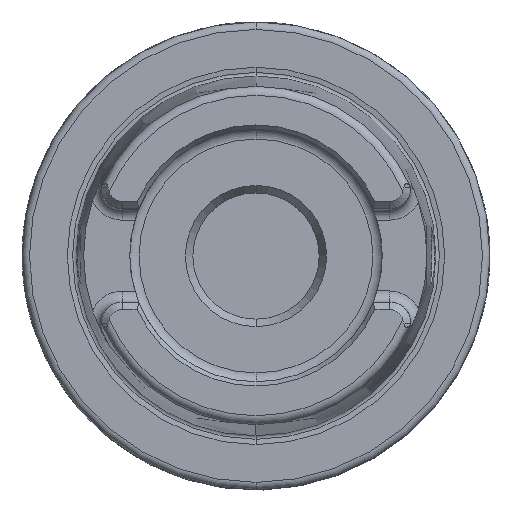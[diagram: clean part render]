
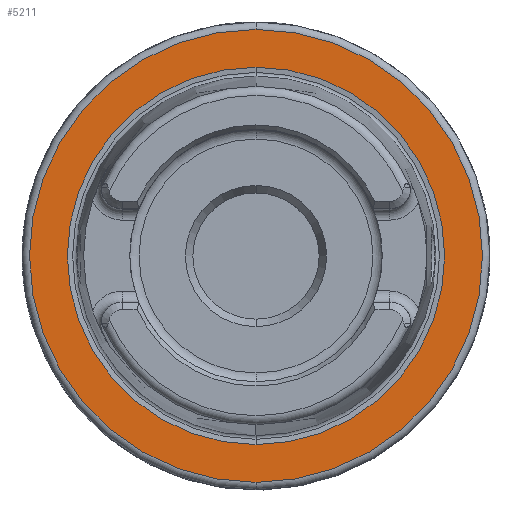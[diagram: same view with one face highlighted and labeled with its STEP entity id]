
A CAD part, top view. The second image highlights one B-rep face of the part: STEP entity #5211.
In plain terms, the highlighted planar face has unit normal (0, 0, 1).
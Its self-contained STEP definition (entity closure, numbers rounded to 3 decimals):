
#971=CARTESIAN_POINT('',(0,0,26));
#972=DIRECTION('',(0,0,1));
#973=DIRECTION('',(0,1,0));
#974=AXIS2_PLACEMENT_3D('',#971,#972,#973);
#976=CARTESIAN_POINT('',(0,0,26));
#977=DIRECTION('',(0,0,1));
#978=DIRECTION('',(0,-1,0));
#979=AXIS2_PLACEMENT_3D('',#976,#977,#978);
#989=CARTESIAN_POINT('',(0,0,26));
#990=DIRECTION('',(0,0,1));
#991=DIRECTION('',(0,1,0));
#992=AXIS2_PLACEMENT_3D('',#989,#990,#991);
#994=CARTESIAN_POINT('',(0,0,26));
#995=DIRECTION('',(0,0,-1));
#996=DIRECTION('',(0,1,0));
#997=AXIS2_PLACEMENT_3D('',#994,#995,#996);
#3647=CARTESIAN_POINT('',(0,25.409,26));
#3649=VERTEX_POINT('',#3647);
#3683=CARTESIAN_POINT('',(0,-25.409,26));
#3685=VERTEX_POINT('',#3683);
#3749=CARTESIAN_POINT('',(0,30.5,26));
#3750=CARTESIAN_POINT('',(0,-30.5,26));
#3751=VERTEX_POINT('',#3749);
#3752=VERTEX_POINT('',#3750);
#5195=CARTESIAN_POINT('',(0,0,26));
#5196=DIRECTION('',(0,0,-1));
#5197=DIRECTION('',(0,-1,0));
#5198=AXIS2_PLACEMENT_3D('',#5195,#5196,#5197);
#5199=PLANE('',#5198);
#5201=ORIENTED_EDGE('',*,*,#5200,.F.);
#5202=ORIENTED_EDGE('',*,*,#5185,.F.);
#5203=EDGE_LOOP('',(#5201,#5202));
#5204=FACE_OUTER_BOUND('',#5203,.F.);
#5206=ORIENTED_EDGE('',*,*,#5205,.T.);
#5208=ORIENTED_EDGE('',*,*,#5207,.F.);
#5209=EDGE_LOOP('',(#5206,#5208));
#5210=FACE_BOUND('',#5209,.F.);
#5211=ADVANCED_FACE('',(#5204,#5210),#5199,.F.);
#975=CIRCLE('',#974,30.5);
#980=CIRCLE('',#979,30.5);
#993=CIRCLE('',#992,25.409);
#998=CIRCLE('',#997,25.409);
#5185=EDGE_CURVE('',#3752,#3751,#980,.T.);
#5200=EDGE_CURVE('',#3751,#3752,#975,.T.);
#5205=EDGE_CURVE('',#3649,#3685,#993,.T.);
#5207=EDGE_CURVE('',#3649,#3685,#998,.T.);
